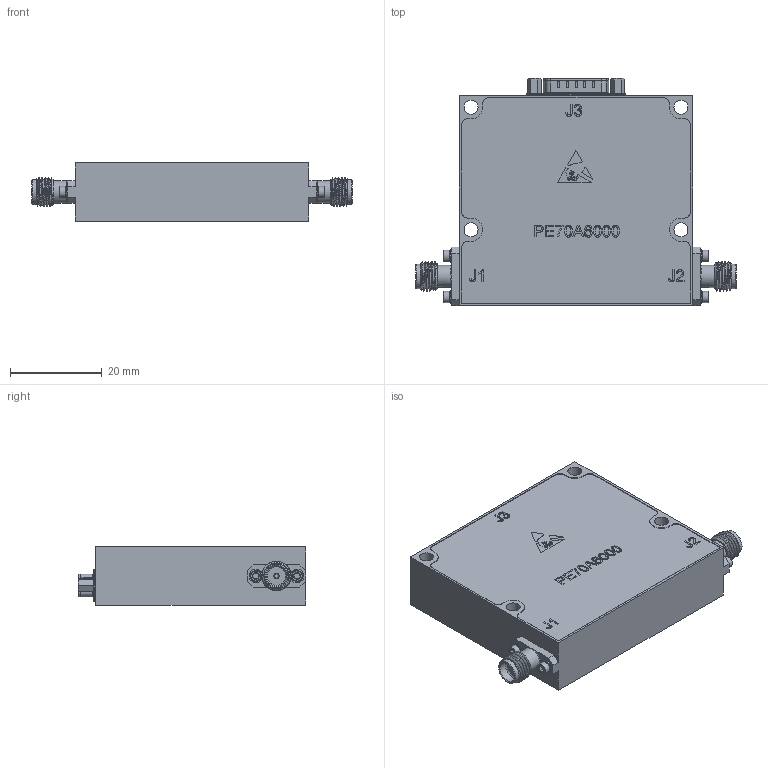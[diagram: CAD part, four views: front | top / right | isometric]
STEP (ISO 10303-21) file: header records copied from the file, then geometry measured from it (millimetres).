
FILE_DESCRIPTION (( 'STEP AP203' ), '1' );
FILE_NAME ('PE70A6000_3D.step', '2020-08-18T15:34:40', ( '' ), ( '' ), 'SwSTEP 2.0', 'SolidWorks 2018', '' );
FILE_SCHEMA (( 'CONFIG_CONTROL_DESIGN' ));
Length unit declared in the file: inch
Products named in the file (1): PE70A6000_3D
Bounding box: 69.85 x 49.48 x 12.7 mm (x, y, z)
Volume: 29482.2 mm3; surface area: 8755.9 mm2
Topology: 1 solids, 7 shells, 690 faces, 1717 edges, 1099 vertices
Faces by surface type: plane 347, bspline 140, cylinder 110, cone 60, torus 18, sphere 15
Full cylindrical faces by diameter (mm): 0.545 x15, 0.94 x2, 1.19 x1, 1.194 x4, 1.246 x1, 1.524 x12, 1.744 x2, 1.854 x4, 2.438 x4, 2.54 x2, 2.946 x4, 3.048 x4, 4.521 x2, 4.826 x2, 5.334 x2
Entity records: 30062 total; most frequent: CARTESIAN_POINT 15562, ORIENTED_EDGE 3034, DIRECTION 2547, EDGE_CURVE 1517, VERTEX_POINT 1018, LINE 877, VECTOR 877, EDGE_LOOP 871
